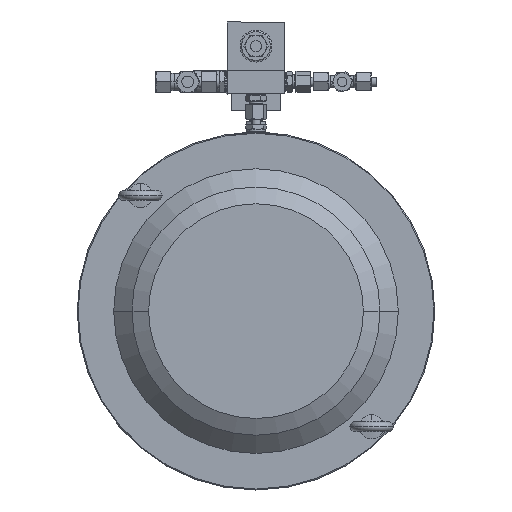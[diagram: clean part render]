
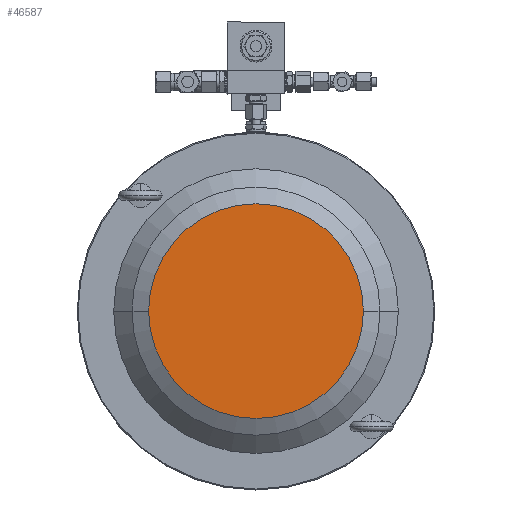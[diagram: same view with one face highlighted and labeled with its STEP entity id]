
A CAD part, front view. The second image highlights one B-rep face of the part: STEP entity #46587.
In plain terms, the highlighted planar face has unit normal (0, -1, 0).
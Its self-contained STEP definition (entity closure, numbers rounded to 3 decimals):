
#1319 = AXIS2_PLACEMENT_3D ( 'NONE', #39285, #4271, #45053 ) ;
#2460 = DIRECTION ( 'NONE',  ( 0., -1., 0. ) ) ;
#4271 = DIRECTION ( 'NONE',  ( 0., 1., 0. ) ) ;
#15397 = CARTESIAN_POINT ( 'NONE',  ( -111.679, -305., 0. ) ) ;
#19430 = CARTESIAN_POINT ( 'NONE',  ( 0., -305., 0. ) ) ;
#21631 = PLANE ( 'NONE',  #1319 ) ;
#22155 = EDGE_CURVE ( 'Defeature ausgef�hrt1_184+Defeature ausgef�hrt1_183+Defeature ausgef�hrt1_183+Defeature ausgef�hrt1_183', #73263, #68330, #52445, .T. ) ;
#25335 = DIRECTION ( 'NONE',  ( -1., 0., 0. ) ) ;
#25753 = CIRCLE ( 'NONE', #29027, 111.679 ) ;
#29027 = AXIS2_PLACEMENT_3D ( 'NONE', #19430, #60161, #25335 ) ;
#30398 = ORIENTED_EDGE ( 'NONE', *, *, #42682, .T. ) ;
#37509 = CARTESIAN_POINT ( 'NONE',  ( 0., -305., 0. ) ) ;
#38664 = EDGE_LOOP ( 'NONE', ( #30398, #61110 ) ) ;
#39285 = CARTESIAN_POINT ( 'NONE',  ( 0., -305., -111.679 ) ) ;
#42682 = EDGE_CURVE ( 'Defeature ausgef�hrt1_184+Defeature ausgef�hrt1_183+Defeature ausgef�hrt1_183+Defeature ausgef�hrt1_183', #68330, #73263, #25753, .T. ) ;
#43320 = DIRECTION ( 'NONE',  ( -1., 0., 0. ) ) ;
#45053 = DIRECTION ( 'NONE',  ( 1., 0., 0. ) ) ;
#46587 = ADVANCED_FACE ( 'Defeature ausgef�hrt1_184', ( #69724 ), #21631, .F. ) ;
#52445 = CIRCLE ( 'NONE', #60131, 111.679 ) ;
#60131 = AXIS2_PLACEMENT_3D ( 'NONE', #37509, #2460, #43320 ) ;
#60161 = DIRECTION ( 'NONE',  ( 0., -1., 0. ) ) ;
#61110 = ORIENTED_EDGE ( 'NONE', *, *, #22155, .T. ) ;
#68330 = VERTEX_POINT ( 'NONE', #68820 ) ;
#68820 = CARTESIAN_POINT ( 'NONE',  ( 111.679, -305., 0. ) ) ;
#69724 = FACE_OUTER_BOUND ( 'NONE', #38664, .T. ) ;
#73263 = VERTEX_POINT ( 'NONE', #15397 ) ;
